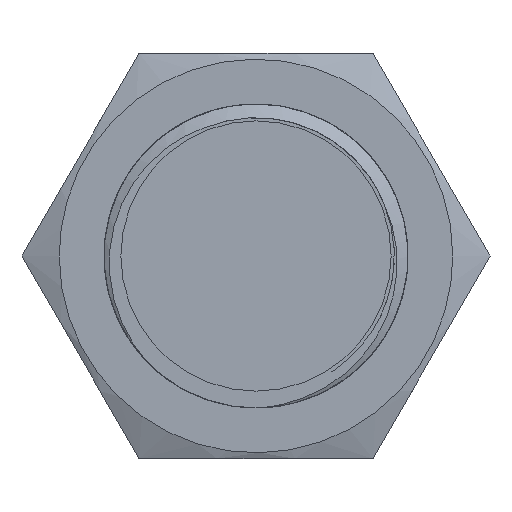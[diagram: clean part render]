
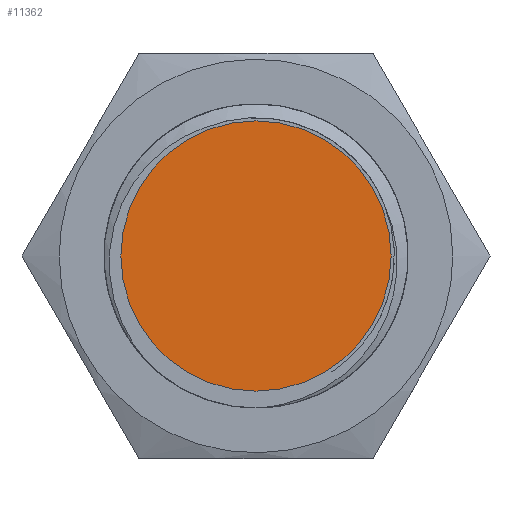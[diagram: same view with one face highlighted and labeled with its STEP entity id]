
A CAD part, left-side view. The second image highlights one B-rep face of the part: STEP entity #11362.
In plain terms, the highlighted planar face has unit normal (-1, 0, 0).
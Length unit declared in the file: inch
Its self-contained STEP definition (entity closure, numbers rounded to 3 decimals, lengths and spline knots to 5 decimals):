
#252 = VERTEX_POINT ( 'NONE', #14677 ) ;
#618 = AXIS2_PLACEMENT_3D ( 'NONE', #5145, #15477, #9833 ) ;
#769 = DIRECTION ( 'NONE',  ( 0., 0., 1. ) ) ;
#2421 = ORIENTED_EDGE ( 'NONE', *, *, #8088, .F. ) ;
#2447 = CARTESIAN_POINT ( 'NONE',  ( -0.15937, 0., 0.18134 ) ) ;
#3599 = VERTEX_POINT ( 'NONE', #8673 ) ;
#3775 = FACE_OUTER_BOUND ( 'NONE', #10433, .T. ) ;
#5145 = CARTESIAN_POINT ( 'NONE',  ( -0.15937, 0., 0.18134 ) ) ;
#6001 = AXIS2_PLACEMENT_3D ( 'NONE', #17367, #17272, #14810 ) ;
#6487 = DIRECTION ( 'NONE',  ( -1., 0., 0. ) ) ;
#8088 = EDGE_CURVE ( 'NONE', #252, #3599, #16507, .T. ) ;
#8673 = CARTESIAN_POINT ( 'NONE',  ( -0.15937, 0., 0.4963 ) ) ;
#8790 = AXIS2_PLACEMENT_3D ( 'NONE', #2447, #6487, #769 ) ;
#9833 = DIRECTION ( 'NONE',  ( 0., 0., 1. ) ) ;
#10433 = EDGE_LOOP ( 'NONE', ( #14298, #2421 ) ) ;
#11091 = CIRCLE ( 'NONE', #618, 0.31496 ) ;
#11362 = ADVANCED_FACE ( 'NONE', ( #3775 ), #13887, .T. ) ;
#13887 = PLANE ( 'NONE',  #8790 ) ;
#14298 = ORIENTED_EDGE ( 'NONE', *, *, #18330, .F. ) ;
#14677 = CARTESIAN_POINT ( 'NONE',  ( -0.15937, 0., -0.13362 ) ) ;
#14810 = DIRECTION ( 'NONE',  ( 0., 0., 1. ) ) ;
#15477 = DIRECTION ( 'NONE',  ( 1., 0., 0. ) ) ;
#16507 = CIRCLE ( 'NONE', #6001, 0.31496 ) ;
#17272 = DIRECTION ( 'NONE',  ( 1., 0., 0. ) ) ;
#17367 = CARTESIAN_POINT ( 'NONE',  ( -0.15937, 0., 0.18134 ) ) ;
#18330 = EDGE_CURVE ( 'NONE', #3599, #252, #11091, .T. ) ;
